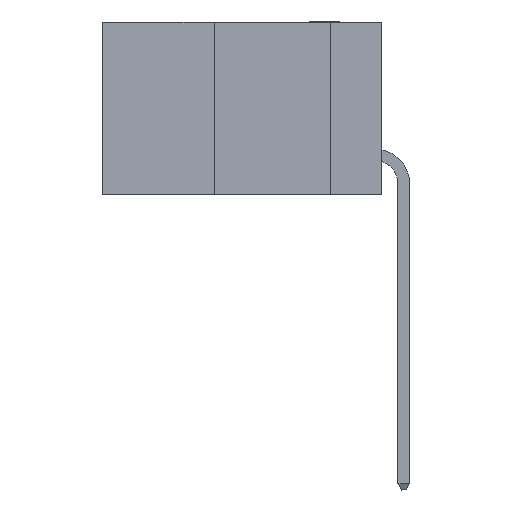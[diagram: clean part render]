
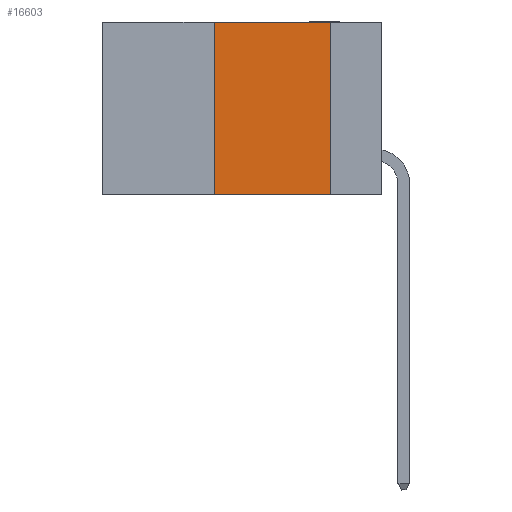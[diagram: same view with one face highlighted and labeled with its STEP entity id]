
A CAD part, left-side view. The second image highlights one B-rep face of the part: STEP entity #16603.
In plain terms, the highlighted planar face has unit normal (-1, 0, 0).
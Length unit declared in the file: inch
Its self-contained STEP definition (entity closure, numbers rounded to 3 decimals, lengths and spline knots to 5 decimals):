
#386 = CARTESIAN_POINT ( 'NONE',  ( 0., 0.11, 0. ) ) ;
#1455 = CARTESIAN_POINT ( 'NONE',  ( 0., 0.36, 0. ) ) ;
#1574 = EDGE_LOOP ( 'NONE', ( #10013, #8069, #3164, #12604 ) ) ;
#1981 = DIRECTION ( 'NONE',  ( 0., 0., -1. ) ) ;
#2339 = CARTESIAN_POINT ( 'NONE',  ( 0., 0.11, 0. ) ) ;
#3133 = VECTOR ( 'NONE', #6441, 39.37008 ) ;
#3164 = ORIENTED_EDGE ( 'NONE', *, *, #16648, .F. ) ;
#3987 = CARTESIAN_POINT ( 'NONE',  ( 0., 0.6, 0. ) ) ;
#4101 = DIRECTION ( 'NONE',  ( 0., -1., 0. ) ) ;
#4962 = LINE ( 'NONE', #11789, #3133 ) ;
#5559 = LINE ( 'NONE', #11228, #17602 ) ;
#5620 = EDGE_CURVE ( 'NONE', #15136, #14107, #9804, .T. ) ;
#6441 = DIRECTION ( 'NONE',  ( 0., -1., 0. ) ) ;
#6539 = FACE_OUTER_BOUND ( 'NONE', #1574, .T. ) ;
#6941 = CARTESIAN_POINT ( 'NONE',  ( 0., 0.36, 0. ) ) ;
#7524 = EDGE_CURVE ( 'NONE', #16426, #14107, #4962, .T. ) ;
#8069 = ORIENTED_EDGE ( 'NONE', *, *, #15852, .F. ) ;
#8131 = DIRECTION ( 'NONE',  ( 1., 0., 0. ) ) ;
#9804 = LINE ( 'NONE', #386, #16383 ) ;
#10013 = ORIENTED_EDGE ( 'NONE', *, *, #5620, .F. ) ;
#11228 = CARTESIAN_POINT ( 'NONE',  ( 0., 0.6, 0. ) ) ;
#11249 = PLANE ( 'NONE',  #18066 ) ;
#11309 = DIRECTION ( 'NONE',  ( 0., 0., -1. ) ) ;
#11681 = CARTESIAN_POINT ( 'NONE',  ( 0., 0.11, -0.37 ) ) ;
#11789 = CARTESIAN_POINT ( 'NONE',  ( 0., 0.6, -0.37 ) ) ;
#12604 = ORIENTED_EDGE ( 'NONE', *, *, #7524, .T. ) ;
#12773 = CARTESIAN_POINT ( 'NONE',  ( 0., 0.36, -0.37 ) ) ;
#14107 = VERTEX_POINT ( 'NONE', #11681 ) ;
#15136 = VERTEX_POINT ( 'NONE', #2339 ) ;
#15374 = LINE ( 'NONE', #6941, #17221 ) ;
#15651 = DIRECTION ( 'NONE',  ( 0., 0., 1. ) ) ;
#15852 = EDGE_CURVE ( 'NONE', #16476, #15136, #5559, .T. ) ;
#16383 = VECTOR ( 'NONE', #1981, 39.37008 ) ;
#16426 = VERTEX_POINT ( 'NONE', #12773 ) ;
#16476 = VERTEX_POINT ( 'NONE', #1455 ) ;
#16603 = ADVANCED_FACE ( 'NONE', ( #6539 ), #11249, .F. ) ;
#16648 = EDGE_CURVE ( 'NONE', #16426, #16476, #15374, .T. ) ;
#17221 = VECTOR ( 'NONE', #15651, 39.37008 ) ;
#17602 = VECTOR ( 'NONE', #4101, 39.37008 ) ;
#18066 = AXIS2_PLACEMENT_3D ( 'NONE', #3987, #8131, #11309 ) ;
